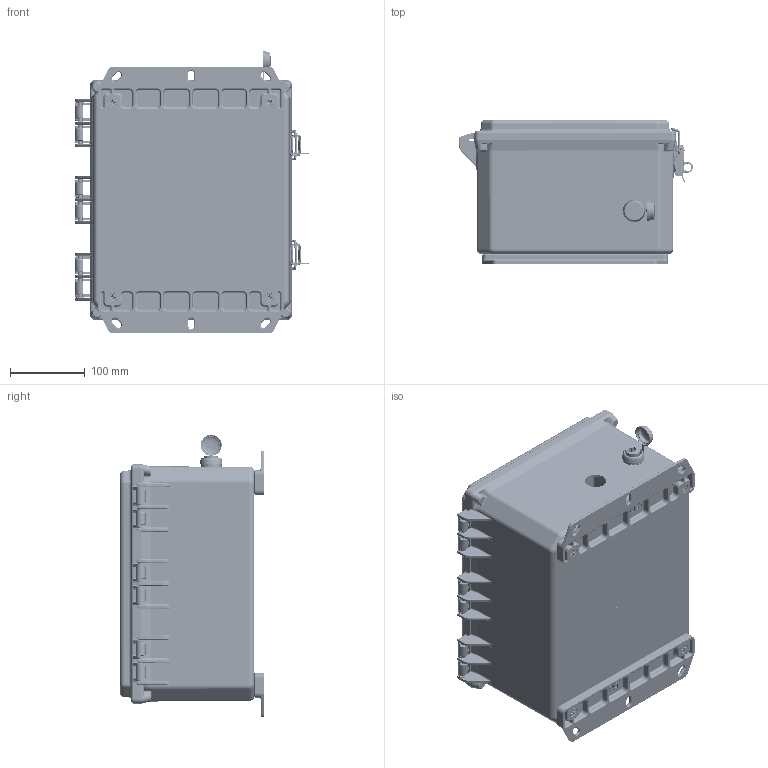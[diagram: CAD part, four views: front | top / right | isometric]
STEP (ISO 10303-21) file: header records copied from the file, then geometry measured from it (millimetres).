
FILE_DESCRIPTION (( 'STEP AP203' ), '1' );
FILE_NAME ('CBSv3-031819-STEP.STEP', '2019-03-18T16:48:37', ( '' ), ( '' ), 'SwSTEP 2.0', 'SolidWorks 2017', '' );
FILE_SCHEMA (( 'CONFIG_CONTROL_DESIGN' ));
Length unit declared in the file: inch
Products named in the file (13): SWREF-YH-90L-PIN_1; SWREF-YH-10F_YH-10F; SWREF-YH-12101C_YH-12101C-01; SWREF-YH-121006-02; SWREF-YH-90L_YH-90L_1; CBSv3-031819-STEP; SWREF-SCREWS-009_SCREWS-009_1; SWREF-YH-95P_YH-95P_1; SWREF-YH-90L-LOOP_1; SWREF-YH-12106B_YH-12106B-01; SWREF-YH-90L-BASE_1; SWREF-YH-90L-FRONT_OPEN_1; CON470
Assembly tree (20 placements, depth 4):
  CBSv3-031819-STEP
    SWREF-YH-121006-02
      SWREF-YH-12106B_YH-12106B-01
      SWREF-YH-12101C_YH-12101C-01
      SWREF-YH-90L_YH-90L_1  x2
        SWREF-YH-90L-BASE_1
        SWREF-YH-90L-FRONT_OPEN_1
        SWREF-YH-90L-PIN_1
        SWREF-YH-90L-LOOP_1
      SWREF-YH-95P_YH-95P_1  x4
      SWREF-SCREWS-009_SCREWS-009_1  x4
      SWREF-YH-10F_YH-10F  x2
    CON470
Bounding box: 312.09 x 192.48 x 376.94 mm (x, y, z)
Volume: 1797177.7 mm3; surface area: 962201.9 mm2
Topology: 39 solids, 39 shells, 5631 faces, 14173 edges, 8601 vertices
Faces by surface type: plane 1974, cylinder 1698, bspline 1176, torus 393, cone 246, sphere 144
Entity records: 153759 total; most frequent: CARTESIAN_POINT 65208, ORIENTED_EDGE 19636, DIRECTION 15984, EDGE_CURVE 9818, VERTEX_POINT 6047, AXIS2_PLACEMENT_3D 5656, LINE 4672, VECTOR 4672
